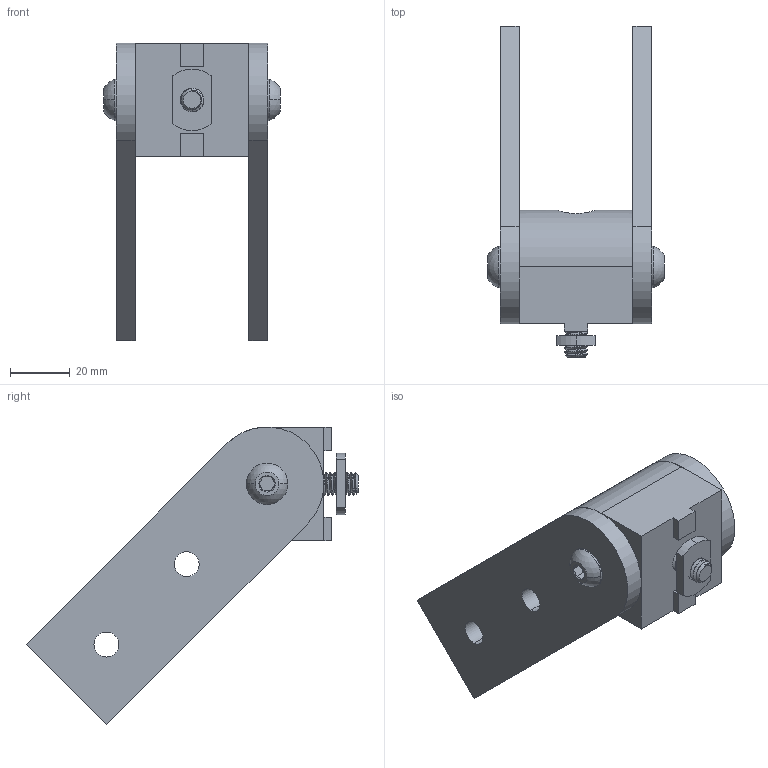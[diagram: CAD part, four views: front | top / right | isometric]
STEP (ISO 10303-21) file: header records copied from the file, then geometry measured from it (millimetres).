
FILE_DESCRIPTION (( 'STEP AP203' ), '1' );
FILE_NAME ('47065T13_T-Slotted Framing.STEP', '2021-07-10T02:14:37', ( 'Administrator' ), ( 'Managed by Terraform' ), 'SwSTEP 2.0', 'SolidWorks 2017', '' );
FILE_SCHEMA (( 'CONFIG_CONTROL_DESIGN' ));
Length unit declared in the file: inch
Products named in the file (1): 47065T13_T-Slotted Framing
Bounding box: 59.23 x 111.3 x 99.87 mm (x, y, z)
Volume: 101504.4 mm3; surface area: 34626.4 mm2
Topology: 7 solids, 7 shells, 181 faces, 440 edges, 280 vertices
Faces by surface type: cylinder 89, plane 58, cone 27, sphere 4, bspline 3
Entity records: 10009 total; most frequent: CARTESIAN_POINT 5976, ORIENTED_EDGE 880, DIRECTION 760, EDGE_CURVE 440, AXIS2_PLACEMENT_3D 285, VERTEX_POINT 280, EDGE_LOOP 206, LINE 190
